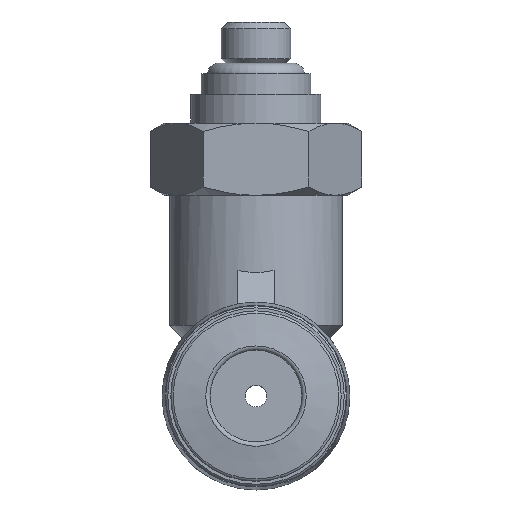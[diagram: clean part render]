
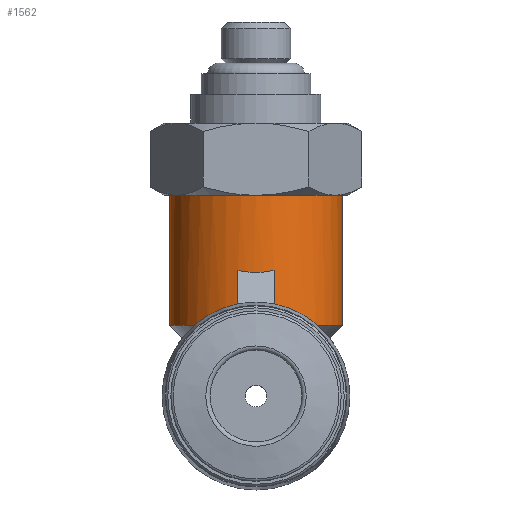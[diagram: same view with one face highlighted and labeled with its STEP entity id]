
A CAD part, left-side view. The second image highlights one B-rep face of the part: STEP entity #1562.
In plain terms, the highlighted cylindrical face has radius 6 mm (diameter 12 mm), a full revolution.
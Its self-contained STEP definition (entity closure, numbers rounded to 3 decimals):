
#29=LINE('',#2310,#47);
#31=LINE('',#2313,#49);
#34=LINE('',#2319,#52);
#37=LINE('',#2325,#55);
#47=VECTOR('',#1824,1000.);
#49=VECTOR('',#1828,1000.);
#52=VECTOR('',#1833,1000.);
#55=VECTOR('',#1838,1000.);
#97=ELLIPSE('',#1687,8.485,6.);
#98=ELLIPSE('',#1689,8.485,6.);
#111=CYLINDRICAL_SURFACE('',#1698,6.);
#162=CIRCLE('',#1695,6.);
#163=CIRCLE('',#1697,6.);
#164=CIRCLE('',#1699,6.);
#342=ORIENTED_EDGE('',*,*,#548,.F.);
#343=ORIENTED_EDGE('',*,*,#510,.T.);
#344=ORIENTED_EDGE('',*,*,#483,.T.);
#345=ORIENTED_EDGE('',*,*,#546,.T.);
#346=ORIENTED_EDGE('',*,*,#502,.T.);
#347=ORIENTED_EDGE('',*,*,#513,.T.);
#348=ORIENTED_EDGE('',*,*,#543,.T.);
#349=ORIENTED_EDGE('',*,*,#507,.F.);
#350=ORIENTED_EDGE('',*,*,#498,.T.);
#351=ORIENTED_EDGE('',*,*,#547,.T.);
#352=ORIENTED_EDGE('',*,*,#487,.T.);
#353=ORIENTED_EDGE('',*,*,#505,.F.);
#354=ORIENTED_EDGE('',*,*,#542,.T.);
#483=EDGE_CURVE('',#602,#601,#695,.T.);
#487=EDGE_CURVE('',#599,#605,#698,.T.);
#498=EDGE_CURVE('',#615,#614,#704,.T.);
#502=EDGE_CURVE('',#619,#618,#707,.T.);
#505=EDGE_CURVE('',#621,#605,#29,.F.);
#507=EDGE_CURVE('',#615,#622,#31,.T.);
#510=EDGE_CURVE('',#624,#602,#34,.F.);
#513=EDGE_CURVE('',#618,#626,#37,.T.);
#542=EDGE_CURVE('',#621,#624,#97,.F.);
#543=EDGE_CURVE('',#626,#622,#98,.F.);
#546=EDGE_CURVE('',#601,#619,#162,.T.);
#547=EDGE_CURVE('',#614,#599,#163,.T.);
#548=EDGE_CURVE('',#652,#652,#164,.T.);
#599=VERTEX_POINT('',#2215);
#601=VERTEX_POINT('',#2222);
#602=VERTEX_POINT('',#2227);
#605=VERTEX_POINT('',#2239);
#614=VERTEX_POINT('',#2279);
#615=VERTEX_POINT('',#2284);
#618=VERTEX_POINT('',#2296);
#619=VERTEX_POINT('',#2301);
#621=VERTEX_POINT('',#2309);
#622=VERTEX_POINT('',#2314);
#624=VERTEX_POINT('',#2320);
#626=VERTEX_POINT('',#2326);
#652=VERTEX_POINT('',#2418);
#695=B_SPLINE_CURVE_WITH_KNOTS('',3,(#2223,#2224,#2225,#2226),
 .UNSPECIFIED.,.F.,.F.,(4,4),(0.002,0.003),
 .UNSPECIFIED.);
#698=B_SPLINE_CURVE_WITH_KNOTS('',3,(#2240,#2241,#2242,#2243),
 .UNSPECIFIED.,.F.,.F.,(4,4),(0.,0.002),
 .UNSPECIFIED.);
#704=B_SPLINE_CURVE_WITH_KNOTS('',3,(#2280,#2281,#2282,#2283),
 .UNSPECIFIED.,.F.,.F.,(4,4),(0.002,0.003),
 .UNSPECIFIED.);
#707=B_SPLINE_CURVE_WITH_KNOTS('',3,(#2297,#2298,#2299,#2300),
 .UNSPECIFIED.,.F.,.F.,(4,4),(0.,0.002),
 .UNSPECIFIED.);
#784=EDGE_LOOP('',(#342));
#785=EDGE_LOOP('',(#343,#344,#345,#346,#347,#348,#349,#350,#351,#352,#353,
#354));
#906=FACE_BOUND('',#784,.T.);
#907=FACE_BOUND('',#785,.T.);
#1562=ADVANCED_FACE('',(#906,#907),#111,.T.);
#1687=AXIS2_PLACEMENT_3D('',#2405,#1943,#1944);
#1689=AXIS2_PLACEMENT_3D('',#2407,#1947,#1948);
#1695=AXIS2_PLACEMENT_3D('',#2413,#1959,#1960);
#1697=AXIS2_PLACEMENT_3D('',#2415,#1963,#1964);
#1698=AXIS2_PLACEMENT_3D('',#2416,#1965,#1966);
#1699=AXIS2_PLACEMENT_3D('',#2417,#1967,#1968);
#1824=DIRECTION('',(0.,0.,1.));
#1828=DIRECTION('',(0.,0.,1.));
#1833=DIRECTION('',(0.,0.,1.));
#1838=DIRECTION('',(0.,0.,1.));
#1943=DIRECTION('',(0.707,0.,-0.707));
#1944=DIRECTION('',(0.707,0.,0.707));
#1947=DIRECTION('',(-0.707,0.,-0.707));
#1948=DIRECTION('',(-0.707,0.,0.707));
#1959=DIRECTION('',(0.,0.,1.));
#1960=DIRECTION('',(1.,0.,0.));
#1963=DIRECTION('',(0.,0.,1.));
#1964=DIRECTION('',(1.,0.,0.));
#1965=DIRECTION('',(0.,0.,1.));
#1966=DIRECTION('',(1.,0.,0.));
#1967=DIRECTION('',(0.,0.,1.));
#1968=DIRECTION('',(1.,0.,0.));
#2215=CARTESIAN_POINT('',(-5.478,2.448,4.9));
#2222=CARTESIAN_POINT('',(-5.478,-2.448,4.9));
#2223=CARTESIAN_POINT('',(-5.868,-1.25,5.734));
#2224=CARTESIAN_POINT('',(-5.77,-1.71,5.533));
#2225=CARTESIAN_POINT('',(-5.631,-2.105,5.243));
#2226=CARTESIAN_POINT('',(-5.478,-2.448,4.9));
#2227=CARTESIAN_POINT('',(-5.868,-1.25,5.734));
#2239=CARTESIAN_POINT('',(-5.868,1.25,5.734));
#2240=CARTESIAN_POINT('',(-5.478,2.448,4.9));
#2241=CARTESIAN_POINT('',(-5.631,2.106,5.243));
#2242=CARTESIAN_POINT('',(-5.77,1.711,5.533));
#2243=CARTESIAN_POINT('',(-5.868,1.25,5.734));
#2279=CARTESIAN_POINT('',(5.478,2.448,4.9));
#2280=CARTESIAN_POINT('',(5.868,1.25,5.734));
#2281=CARTESIAN_POINT('',(5.77,1.71,5.533));
#2282=CARTESIAN_POINT('',(5.631,2.105,5.243));
#2283=CARTESIAN_POINT('',(5.478,2.448,4.9));
#2284=CARTESIAN_POINT('',(5.868,1.25,5.734));
#2296=CARTESIAN_POINT('',(5.868,-1.25,5.734));
#2297=CARTESIAN_POINT('',(5.478,-2.448,4.9));
#2298=CARTESIAN_POINT('',(5.631,-2.106,5.243));
#2299=CARTESIAN_POINT('',(5.77,-1.711,5.533));
#2300=CARTESIAN_POINT('',(5.868,-1.25,5.734));
#2301=CARTESIAN_POINT('',(5.478,-2.448,4.9));
#2309=CARTESIAN_POINT('',(-5.868,1.25,8.698));
#2310=CARTESIAN_POINT('',(-5.868,1.25,20.9));
#2313=CARTESIAN_POINT('',(5.868,1.25,20.9));
#2314=CARTESIAN_POINT('',(5.868,1.25,8.698));
#2319=CARTESIAN_POINT('',(-5.868,-1.25,20.9));
#2320=CARTESIAN_POINT('',(-5.868,-1.25,8.698));
#2325=CARTESIAN_POINT('',(5.868,-1.25,20.9));
#2326=CARTESIAN_POINT('',(5.868,-1.25,8.698));
#2405=CARTESIAN_POINT('',(0.,0.,14.566));
#2407=CARTESIAN_POINT('',(0.,0.,14.566));
#2413=CARTESIAN_POINT('',(0.,0.,4.9));
#2415=CARTESIAN_POINT('',(0.,0.,4.9));
#2416=CARTESIAN_POINT('',(0.,0.,20.9));
#2417=CARTESIAN_POINT('',(0.,0.,13.9));
#2418=CARTESIAN_POINT('',(6.,0.,13.9));
